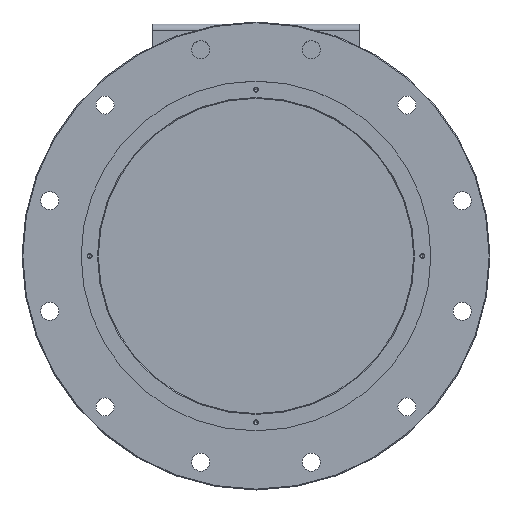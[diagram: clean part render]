
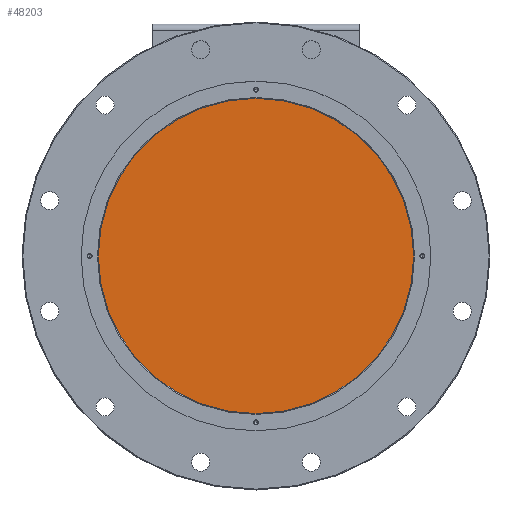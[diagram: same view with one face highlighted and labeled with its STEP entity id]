
A CAD part, top view. The second image highlights one B-rep face of the part: STEP entity #48203.
In plain terms, the highlighted planar face has unit normal (0, 0, 1).
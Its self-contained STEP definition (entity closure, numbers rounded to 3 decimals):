
#4233 = AXIS2_PLACEMENT_3D ( 'NONE', #15801, #7686, #38688 ) ;
#4903 = DIRECTION ( 'NONE',  ( 0., 0., 1. ) ) ;
#5257 = ORIENTED_EDGE ( 'NONE', *, *, #23816, .T. ) ;
#7686 = DIRECTION ( 'NONE',  ( 0., 0., 1. ) ) ;
#15801 = CARTESIAN_POINT ( 'NONE',  ( 0., 0., 241.3 ) ) ;
#18170 = CARTESIAN_POINT ( 'NONE',  ( 0., 0., 241.3 ) ) ;
#19508 = EDGE_LOOP ( 'NONE', ( #5257 ) ) ;
#23816 = EDGE_CURVE ( 'NONE', #42111, #42111, #33234, .T. ) ;
#24591 = AXIS2_PLACEMENT_3D ( 'NONE', #18170, #4903, #41339 ) ;
#33234 = CIRCLE ( 'NONE', #24591, 96. ) ;
#38688 = DIRECTION ( 'NONE',  ( 0., -1., 0. ) ) ;
#41339 = DIRECTION ( 'NONE',  ( 1., 0., 0. ) ) ;
#42111 = VERTEX_POINT ( 'NONE', #42397 ) ;
#42397 = CARTESIAN_POINT ( 'NONE',  ( 96., 0., 241.3 ) ) ;
#43516 = PLANE ( 'NONE',  #4233 ) ;
#48203 = ADVANCED_FACE ( 'NONE', ( #52499 ), #43516, .T. ) ;
#52499 = FACE_OUTER_BOUND ( 'NONE', #19508, .T. ) ;
